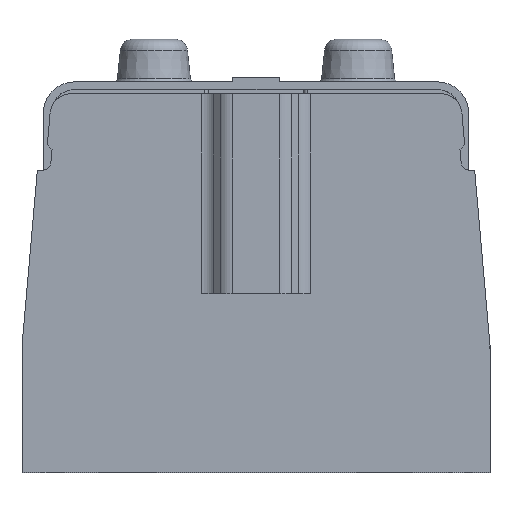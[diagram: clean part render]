
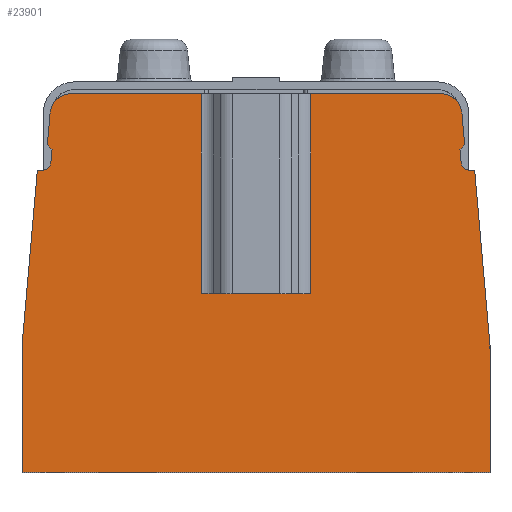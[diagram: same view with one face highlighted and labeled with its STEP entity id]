
A CAD part, top view. The second image highlights one B-rep face of the part: STEP entity #23901.
In plain terms, the highlighted planar face has unit normal (0, 0, 1).
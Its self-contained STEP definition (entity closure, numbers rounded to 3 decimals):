
#281=DIRECTION('',(-1.,0.,0.));
#282=VECTOR('',#281,30.562);
#283=CARTESIAN_POINT('',(43.419,44.5,21.));
#284=LINE('',#283,#282);
#313=DIRECTION('',(-1.,0.,0.));
#314=VECTOR('',#313,30.562);
#315=CARTESIAN_POINT('',(-12.857,44.5,21.));
#316=LINE('',#315,#314);
#970=DIRECTION('',(0.,-1.,0.));
#971=VECTOR('',#970,29.852);
#972=CARTESIAN_POINT('',(-55.,-14.648,21.));
#973=LINE('',#972,#971);
#1045=DIRECTION('',(1.,0.,0.));
#1046=VECTOR('',#1045,110.);
#1047=CARTESIAN_POINT('',(-55.,-44.5,21.));
#1048=LINE('',#1047,#1046);
#8998=DIRECTION('',(0.,1.,0.));
#8999=VECTOR('',#8998,29.852);
#9000=CARTESIAN_POINT('',(55.,-44.5,21.));
#9001=LINE('',#9000,#8999);
#9018=CARTESIAN_POINT('',(43.419,39.5,21.));
#9019=DIRECTION('',(0.,0.,-1.));
#9020=DIRECTION('',(0.,1.,0.));
#9021=AXIS2_PLACEMENT_3D('',#9018,#9019,#9020);
#9023=DIRECTION('',(0.087,-0.996,0.));
#9024=VECTOR('',#9023,7.464);
#9025=CARTESIAN_POINT('',(48.4,39.936,21.));
#9026=LINE('',#9025,#9024);
#9027=DIRECTION('',(-0.707,-0.707,0.));
#9028=VECTOR('',#9027,1.566);
#9029=CARTESIAN_POINT('',(49.05,32.5,21.));
#9030=LINE('',#9029,#9028);
#9031=DIRECTION('',(0.087,-0.996,0.));
#9032=VECTOR('',#9031,3.078);
#9033=CARTESIAN_POINT('',(47.943,31.392,21.));
#9034=LINE('',#9033,#9032);
#9035=CARTESIAN_POINT('',(50.203,28.5,21.));
#9036=DIRECTION('',(0.,0.,1.));
#9037=DIRECTION('',(-0.996,-0.087,0.));
#9038=AXIS2_PLACEMENT_3D('',#9035,#9036,#9037);
#9040=DIRECTION('',(0.087,-0.996,0.));
#9041=VECTOR('',#9040,41.306);
#9042=CARTESIAN_POINT('',(51.401,26.5,21.));
#9043=LINE('',#9042,#9041);
#9044=DIRECTION('',(0.087,0.996,0.));
#9045=VECTOR('',#9044,41.306);
#9046=CARTESIAN_POINT('',(-55.,-14.648,21.));
#9047=LINE('',#9046,#9045);
#9048=CARTESIAN_POINT('',(-50.203,28.5,21.));
#9049=DIRECTION('',(0.,0.,1.));
#9050=DIRECTION('',(0.,-1.,0.));
#9051=AXIS2_PLACEMENT_3D('',#9048,#9049,#9050);
#9053=DIRECTION('',(0.087,0.996,0.));
#9054=VECTOR('',#9053,3.078);
#9055=CARTESIAN_POINT('',(-48.21,28.326,21.));
#9056=LINE('',#9055,#9054);
#9057=DIRECTION('',(-0.707,0.707,0.));
#9058=VECTOR('',#9057,1.566);
#9059=CARTESIAN_POINT('',(-47.942,31.392,21.));
#9060=LINE('',#9059,#9058);
#9061=DIRECTION('',(0.087,0.996,0.));
#9062=VECTOR('',#9061,7.464);
#9063=CARTESIAN_POINT('',(-49.05,32.5,21.));
#9064=LINE('',#9063,#9062);
#9065=CARTESIAN_POINT('',(-43.418,39.5,21.));
#9066=DIRECTION('',(0.,0.,-1.));
#9067=DIRECTION('',(-0.996,0.087,0.));
#9068=AXIS2_PLACEMENT_3D('',#9065,#9066,#9067);
#9070=DIRECTION('',(-1.,0.,0.));
#9071=VECTOR('',#9070,25.714);
#9072=CARTESIAN_POINT('',(12.857,-2.5,21.));
#9073=LINE('',#9072,#9071);
#9102=DIRECTION('',(0.,1.,0.));
#9103=VECTOR('',#9102,47.);
#9104=CARTESIAN_POINT('',(-12.857,-2.5,21.));
#9105=LINE('',#9104,#9103);
#9138=DIRECTION('',(0.,-1.,0.));
#9139=VECTOR('',#9138,47.);
#9140=CARTESIAN_POINT('',(12.857,44.5,21.));
#9141=LINE('',#9140,#9139);
#9237=DIRECTION('',(-1.,0.,0.));
#9238=VECTOR('',#9237,1.197);
#9239=CARTESIAN_POINT('',(-50.203,26.5,21.));
#9240=LINE('',#9239,#9238);
#9773=DIRECTION('',(-1.,0.,0.));
#9774=VECTOR('',#9773,1.197);
#9775=CARTESIAN_POINT('',(51.401,26.5,21.));
#9776=LINE('',#9775,#9774);
#10629=CARTESIAN_POINT('',(12.857,-2.5,21.));
#10630=CARTESIAN_POINT('',(-12.857,-2.5,21.));
#10631=VERTEX_POINT('',#10629);
#10632=VERTEX_POINT('',#10630);
#10633=CARTESIAN_POINT('',(12.857,44.5,21.));
#10634=VERTEX_POINT('',#10633);
#10635=CARTESIAN_POINT('',(43.419,44.5,21.));
#10636=VERTEX_POINT('',#10635);
#10637=CARTESIAN_POINT('',(48.4,39.936,21.));
#10638=VERTEX_POINT('',#10637);
#10639=CARTESIAN_POINT('',(49.05,32.5,21.));
#10640=VERTEX_POINT('',#10639);
#10641=CARTESIAN_POINT('',(47.943,31.392,21.));
#10642=VERTEX_POINT('',#10641);
#10643=CARTESIAN_POINT('',(48.211,28.326,21.));
#10644=VERTEX_POINT('',#10643);
#10645=CARTESIAN_POINT('',(50.203,26.5,21.));
#10646=VERTEX_POINT('',#10645);
#10647=CARTESIAN_POINT('',(51.401,26.5,21.));
#10648=VERTEX_POINT('',#10647);
#10649=CARTESIAN_POINT('',(55.,-14.648,21.));
#10650=VERTEX_POINT('',#10649);
#10651=CARTESIAN_POINT('',(55.,-44.5,21.));
#10652=VERTEX_POINT('',#10651);
#10653=CARTESIAN_POINT('',(-55.,-44.5,21.));
#10654=VERTEX_POINT('',#10653);
#10655=CARTESIAN_POINT('',(-55.,-14.648,21.));
#10656=VERTEX_POINT('',#10655);
#10657=CARTESIAN_POINT('',(-51.4,26.5,21.));
#10658=VERTEX_POINT('',#10657);
#10659=CARTESIAN_POINT('',(-50.203,26.5,21.));
#10660=VERTEX_POINT('',#10659);
#10661=CARTESIAN_POINT('',(-48.21,28.326,21.));
#10662=VERTEX_POINT('',#10661);
#10663=CARTESIAN_POINT('',(-47.942,31.392,21.));
#10664=VERTEX_POINT('',#10663);
#10665=CARTESIAN_POINT('',(-49.05,32.5,21.));
#10666=VERTEX_POINT('',#10665);
#10667=CARTESIAN_POINT('',(-48.399,39.936,21.));
#10668=VERTEX_POINT('',#10667);
#10669=CARTESIAN_POINT('',(-43.418,44.5,21.));
#10670=VERTEX_POINT('',#10669);
#10671=CARTESIAN_POINT('',(-12.857,44.5,21.));
#10672=VERTEX_POINT('',#10671);
#23855=CARTESIAN_POINT('',(0.,0.,21.));
#23856=DIRECTION('',(0.,0.,1.));
#23857=DIRECTION('',(-1.,0.,0.));
#23858=AXIS2_PLACEMENT_3D('',#23855,#23856,#23857);
#23859=PLANE('',#23858);
#23861=ORIENTED_EDGE('',*,*,#23860,.F.);
#23863=ORIENTED_EDGE('',*,*,#23862,.F.);
#23864=ORIENTED_EDGE('',*,*,#13242,.F.);
#23866=ORIENTED_EDGE('',*,*,#23865,.T.);
#23868=ORIENTED_EDGE('',*,*,#23867,.T.);
#23870=ORIENTED_EDGE('',*,*,#23869,.T.);
#23872=ORIENTED_EDGE('',*,*,#23871,.T.);
#23874=ORIENTED_EDGE('',*,*,#23873,.T.);
#23876=ORIENTED_EDGE('',*,*,#23875,.F.);
#23878=ORIENTED_EDGE('',*,*,#23877,.T.);
#23879=ORIENTED_EDGE('',*,*,#23842,.F.);
#23880=ORIENTED_EDGE('',*,*,#14273,.F.);
#23881=ORIENTED_EDGE('',*,*,#14206,.F.);
#23883=ORIENTED_EDGE('',*,*,#23882,.T.);
#23885=ORIENTED_EDGE('',*,*,#23884,.F.);
#23887=ORIENTED_EDGE('',*,*,#23886,.T.);
#23889=ORIENTED_EDGE('',*,*,#23888,.T.);
#23891=ORIENTED_EDGE('',*,*,#23890,.T.);
#23893=ORIENTED_EDGE('',*,*,#23892,.T.);
#23895=ORIENTED_EDGE('',*,*,#23894,.T.);
#23896=ORIENTED_EDGE('',*,*,#13258,.F.);
#23898=ORIENTED_EDGE('',*,*,#23897,.F.);
#23899=EDGE_LOOP('',(#23861,#23863,#23864,#23866,#23868,#23870,#23872,#23874,
#23876,#23878,#23879,#23880,#23881,#23883,#23885,#23887,#23889,#23891,#23893,
#23895,#23896,#23898));
#23900=FACE_OUTER_BOUND('',#23899,.F.);
#9022=CIRCLE('',#9021,5.);
#9039=CIRCLE('',#9038,2.);
#9052=CIRCLE('',#9051,2.);
#9069=CIRCLE('',#9068,5.);
#13242=EDGE_CURVE('',#10636,#10634,#284,.T.);
#13258=EDGE_CURVE('',#10672,#10670,#316,.T.);
#14206=EDGE_CURVE('',#10656,#10654,#973,.T.);
#14273=EDGE_CURVE('',#10654,#10652,#1048,.T.);
#23842=EDGE_CURVE('',#10652,#10650,#9001,.T.);
#23860=EDGE_CURVE('',#10631,#10632,#9073,.T.);
#23862=EDGE_CURVE('',#10634,#10631,#9141,.T.);
#23865=EDGE_CURVE('',#10636,#10638,#9022,.T.);
#23867=EDGE_CURVE('',#10638,#10640,#9026,.T.);
#23869=EDGE_CURVE('',#10640,#10642,#9030,.T.);
#23871=EDGE_CURVE('',#10642,#10644,#9034,.T.);
#23873=EDGE_CURVE('',#10644,#10646,#9039,.T.);
#23875=EDGE_CURVE('',#10648,#10646,#9776,.T.);
#23877=EDGE_CURVE('',#10648,#10650,#9043,.T.);
#23882=EDGE_CURVE('',#10656,#10658,#9047,.T.);
#23884=EDGE_CURVE('',#10660,#10658,#9240,.T.);
#23886=EDGE_CURVE('',#10660,#10662,#9052,.T.);
#23888=EDGE_CURVE('',#10662,#10664,#9056,.T.);
#23890=EDGE_CURVE('',#10664,#10666,#9060,.T.);
#23892=EDGE_CURVE('',#10666,#10668,#9064,.T.);
#23894=EDGE_CURVE('',#10668,#10670,#9069,.T.);
#23897=EDGE_CURVE('',#10632,#10672,#9105,.T.);
#23901=ADVANCED_FACE('',(#23900),#23859,.T.);
